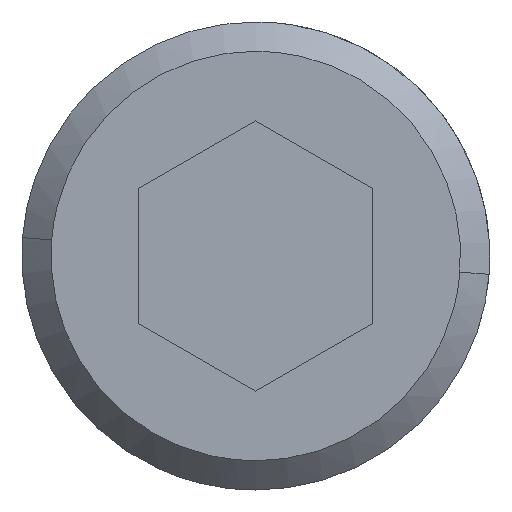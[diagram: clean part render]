
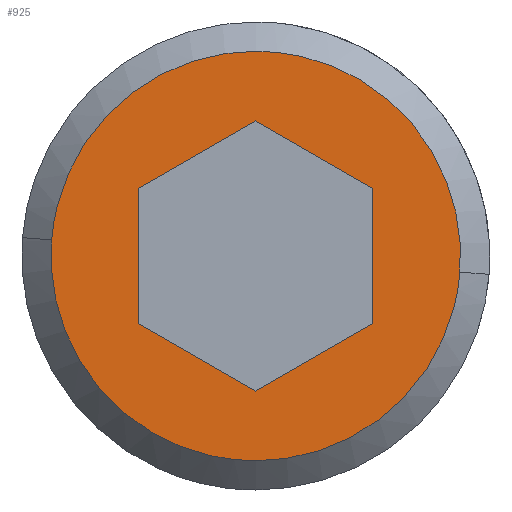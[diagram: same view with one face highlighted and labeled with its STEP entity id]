
A CAD part, front view. The second image highlights one B-rep face of the part: STEP entity #925.
In plain terms, the highlighted free-form (B-spline) face has degree [1, 1] with [2, 2] control points.
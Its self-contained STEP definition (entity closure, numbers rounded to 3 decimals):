
#480=CARTESIAN_POINT('',(6.978,-24.1,-0.549));
#481=VERTEX_POINT('',#480);
#487=CARTESIAN_POINT('',(0.0,-24.1,-7.));
#488=VERTEX_POINT('',#487);
#489=CARTESIAN_POINT('',(0.0,-24.1,-7.));
#490=CARTESIAN_POINT('',(6.471,-24.1,-7.));
#491=CARTESIAN_POINT('',(6.978,-24.1,-0.549));
#499=(BOUNDED_CURVE()B_SPLINE_CURVE(2,(#489,#490,#491),.UNSPECIFIED.,.F.,.U.)B_SPLINE_CURVE_WITH_KNOTS((3,3),(0.0,0.236),.UNSPECIFIED.)CURVE()GEOMETRIC_REPRESENTATION_ITEM()RATIONAL_B_SPLINE_CURVE((1.0,0.723,0.97))REPRESENTATION_ITEM(''));
#500=EDGE_CURVE('',#488,#481,#499,.T.);
#502=CARTESIAN_POINT('',(-6.978,-24.1,0.549));
#503=VERTEX_POINT('',#502);
#504=CARTESIAN_POINT('',(-6.978,-24.1,0.549));
#505=CARTESIAN_POINT('',(-7.0,-24.1,0.275));
#506=CARTESIAN_POINT('',(-7.0,-24.1,0.));
#507=CARTESIAN_POINT('',(-7.,-24.1,-7.));
#508=CARTESIAN_POINT('',(0.0,-24.1,-7.));
#516=(BOUNDED_CURVE()B_SPLINE_CURVE(2,(#504,#505,#506,#507,#508),.UNSPECIFIED.,.F.,.U.)B_SPLINE_CURVE_WITH_KNOTS((3,2,3),(0.736,0.75,1.0),.UNSPECIFIED.)CURVE()GEOMETRIC_REPRESENTATION_ITEM()RATIONAL_B_SPLINE_CURVE((0.97,0.984,1.0,0.707,1.0))REPRESENTATION_ITEM(''));
#517=EDGE_CURVE('',#503,#488,#516,.T.);
#551=CARTESIAN_POINT('',(0.0,-24.1,7.));
#552=VERTEX_POINT('',#551);
#553=CARTESIAN_POINT('',(0.0,-24.1,7.));
#554=CARTESIAN_POINT('',(-6.471,-24.1,7.));
#555=CARTESIAN_POINT('',(-6.978,-24.1,0.549));
#563=(BOUNDED_CURVE()B_SPLINE_CURVE(2,(#553,#554,#555),.UNSPECIFIED.,.F.,.U.)B_SPLINE_CURVE_WITH_KNOTS((3,3),(0.5,0.736),.UNSPECIFIED.)CURVE()GEOMETRIC_REPRESENTATION_ITEM()RATIONAL_B_SPLINE_CURVE((1.0,0.723,0.97))REPRESENTATION_ITEM(''));
#564=EDGE_CURVE('',#552,#503,#563,.T.);
#566=CARTESIAN_POINT('',(6.978,-24.1,-0.549));
#567=CARTESIAN_POINT('',(7.0,-24.1,-0.275));
#568=CARTESIAN_POINT('',(7.0,-24.1,0.));
#569=CARTESIAN_POINT('',(7.,-24.1,7.));
#570=CARTESIAN_POINT('',(0.0,-24.1,7.));
#578=(BOUNDED_CURVE()B_SPLINE_CURVE(2,(#566,#567,#568,#569,#570),.UNSPECIFIED.,.F.,.U.)B_SPLINE_CURVE_WITH_KNOTS((3,2,3),(0.236,0.25,0.5),.UNSPECIFIED.)CURVE()GEOMETRIC_REPRESENTATION_ITEM()RATIONAL_B_SPLINE_CURVE((0.97,0.984,1.0,0.707,1.0))REPRESENTATION_ITEM(''));
#579=EDGE_CURVE('',#481,#552,#578,.T.);
#779=CARTESIAN_POINT('',(4.0,-24.1,2.309));
#780=VERTEX_POINT('',#779);
#781=CARTESIAN_POINT('',(0.0,-24.1,4.619));
#782=VERTEX_POINT('',#781);
#783=CARTESIAN_POINT('',(4.0,-24.1,2.309));
#784=CARTESIAN_POINT('',(0.0,-24.1,4.619));
#785=QUASI_UNIFORM_CURVE('',1,(#783,#784),.UNSPECIFIED.,.F.,.U.);
#786=EDGE_CURVE('',#780,#782,#785,.T.);
#807=CARTESIAN_POINT('',(4.0,-24.1,-2.309));
#808=VERTEX_POINT('',#807);
#809=CARTESIAN_POINT('',(4.0,-24.1,-2.309));
#810=CARTESIAN_POINT('',(4.0,-24.1,2.309));
#811=QUASI_UNIFORM_CURVE('',1,(#809,#810),.UNSPECIFIED.,.F.,.U.);
#812=EDGE_CURVE('',#808,#780,#811,.T.);
#829=CARTESIAN_POINT('',(0.0,-24.1,-4.619));
#830=VERTEX_POINT('',#829);
#831=CARTESIAN_POINT('',(0.0,-24.1,-4.619));
#832=CARTESIAN_POINT('',(4.0,-24.1,-2.309));
#833=QUASI_UNIFORM_CURVE('',1,(#831,#832),.UNSPECIFIED.,.F.,.U.);
#834=EDGE_CURVE('',#830,#808,#833,.T.);
#851=CARTESIAN_POINT('',(-4.0,-24.1,-2.309));
#852=VERTEX_POINT('',#851);
#853=CARTESIAN_POINT('',(-4.0,-24.1,-2.309));
#854=CARTESIAN_POINT('',(0.0,-24.1,-4.619));
#855=QUASI_UNIFORM_CURVE('',1,(#853,#854),.UNSPECIFIED.,.F.,.U.);
#856=EDGE_CURVE('',#852,#830,#855,.T.);
#873=CARTESIAN_POINT('',(-4.0,-24.1,2.309));
#874=VERTEX_POINT('',#873);
#875=CARTESIAN_POINT('',(-4.0,-24.1,2.309));
#876=CARTESIAN_POINT('',(-4.0,-24.1,-2.309));
#877=QUASI_UNIFORM_CURVE('',1,(#875,#876),.UNSPECIFIED.,.F.,.U.);
#878=EDGE_CURVE('',#874,#852,#877,.T.);
#895=CARTESIAN_POINT('',(0.0,-24.1,4.619));
#896=CARTESIAN_POINT('',(-4.0,-24.1,2.309));
#897=QUASI_UNIFORM_CURVE('',1,(#895,#896),.UNSPECIFIED.,.F.,.U.);
#898=EDGE_CURVE('',#782,#874,#897,.T.);
#906=CARTESIAN_POINT('',(-7.697,-24.1,7.699));
#907=CARTESIAN_POINT('',(-7.697,-24.1,-7.699));
#908=CARTESIAN_POINT('',(7.697,-24.1,7.699));
#909=CARTESIAN_POINT('',(7.697,-24.1,-7.699));
#910=B_SPLINE_SURFACE_WITH_KNOTS('',1,1,((#906,#908),(#907,#909)),.UNSPECIFIED.,.F.,.F.,.U.,(2,2),(2,2),(0.0,15.399),(0.0,15.394),.UNSPECIFIED.);
#911=ORIENTED_EDGE('',*,*,#500,.T.);
#912=ORIENTED_EDGE('',*,*,#579,.T.);
#913=ORIENTED_EDGE('',*,*,#564,.T.);
#914=ORIENTED_EDGE('',*,*,#517,.T.);
#915=EDGE_LOOP('',(#911,#912,#913,#914));
#916=FACE_OUTER_BOUND('',#915,.T.);
#917=ORIENTED_EDGE('',*,*,#898,.F.);
#918=ORIENTED_EDGE('',*,*,#786,.F.);
#919=ORIENTED_EDGE('',*,*,#812,.F.);
#920=ORIENTED_EDGE('',*,*,#834,.F.);
#921=ORIENTED_EDGE('',*,*,#856,.F.);
#922=ORIENTED_EDGE('',*,*,#878,.F.);
#923=EDGE_LOOP('',(#917,#918,#919,#920,#921,#922));
#924=FACE_BOUND('',#923,.T.);
#925=ADVANCED_FACE('',(#916,#924),#910,.T.);
